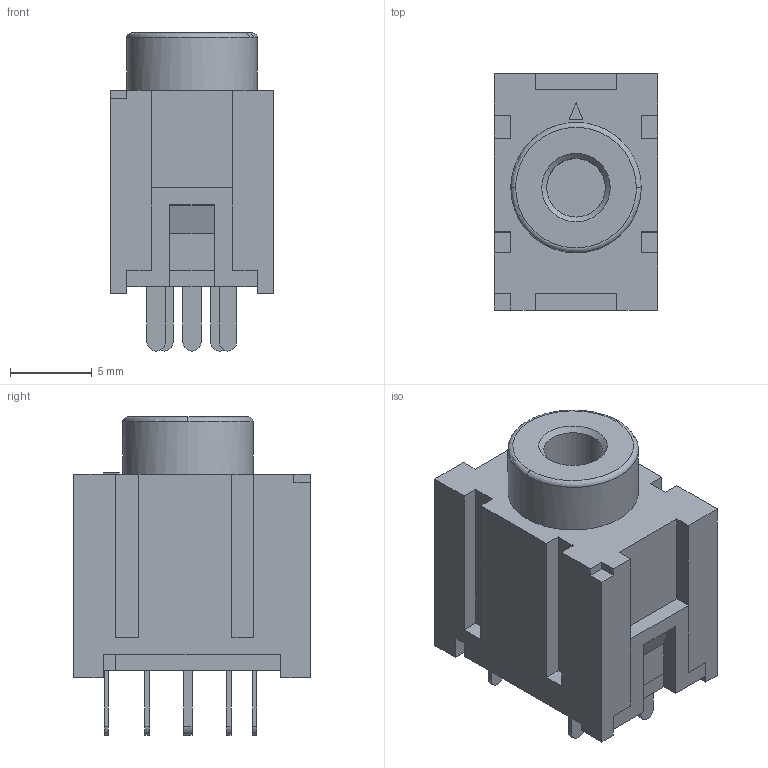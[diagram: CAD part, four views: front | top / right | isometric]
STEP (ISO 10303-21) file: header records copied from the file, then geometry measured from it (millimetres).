
FILE_DESCRIPTION(/* description */ ('STEP AP242','CAx-IF Rec.Pracs.---Representation and Presentation of Product Manufacturing Information (PMI)---4.0---2014-10-13','CAx-IF Rec.Pracs.---3D Tessellated Geometry---0.4---2014-09-14','2;1'),/* implementation_level */ '2;1');
FILE_NAME(/* name */ '664f889aa1210b19f1a1fa3d',/* time_stamp */ '2024-05-23T18:19:07Z',/* author */ (''),/* organization */ (''),/* preprocessor_version */ 'ST-DEVELOPER v20',/* originating_system */ ' ',/* authorisation */ ' ');
FILE_SCHEMA (('AP242_MANAGED_MODEL_BASED_3D_ENGINEERING_MIM_LF { 1 0 10303 442 1 1 4 }'));
Length unit declared in the file: metre
Products named in the file (6): Surface 6; Surface 1; Surface 2; Surface 3; Surface 4; Surface 5
Bounding box: 10 x 14.5 x 19.5 mm (x, y, z)
Surface area: 1297.5 mm2 (no closed solid volume)
Topology: 0 solids, 6 shells, 113 faces, 329 edges, 226 vertices
Faces by surface type: plane 98, cylinder 12, torus 2, cone 1
Full cylindrical faces by diameter (mm): 3.6 x1, 8 x1
Entity records: 4327 total; most frequent: CARTESIAN_POINT 1433, ORIENTED_EDGE 622, DIRECTION 342, EDGE_CURVE 326, B_SPLINE_CURVE_WITH_KNOTS 250, VERTEX_POINT 226, AXIS2_PLACEMENT_3D 147, EDGE_LOOP 124
